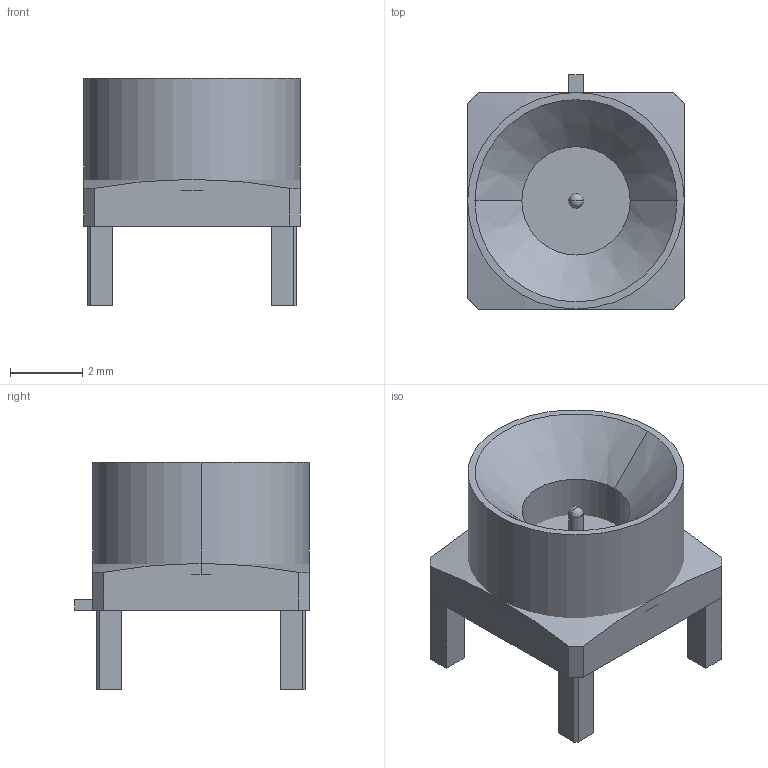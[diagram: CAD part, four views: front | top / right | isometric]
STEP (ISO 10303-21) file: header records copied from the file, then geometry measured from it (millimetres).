
FILE_DESCRIPTION((''),'2;1');
FILE_NAME('MOLEX_73415-3320.stp','2011-01-31T14:11:15',(''),(''),'Mechanical Desktop 2011','Mechanical Desktop 2011',', , ');
FILE_SCHEMA(('AUTOMOTIVE_DESIGN { 1 2 10303 214 1 1 1 1 }'));
Length unit declared in the file: millimetre
Products named in the file (1): Product
Bounding box: 6 x 6.5 x 6.3 mm (x, y, z)
Volume: 117.5 mm3; surface area: 333.2 mm2
Topology: 10 solids, 10 shells, 83 faces, 188 edges, 123 vertices
Faces by surface type: plane 68, cylinder 10, sphere 3, cone 2
Entity records: 2346 total; most frequent: CARTESIAN_POINT 393, DIRECTION 390, ORIENTED_EDGE 372, EDGE_CURVE 186, VECTOR 150, LINE 150, VERTEX_POINT 123, AXIS2_PLACEMENT_3D 120
